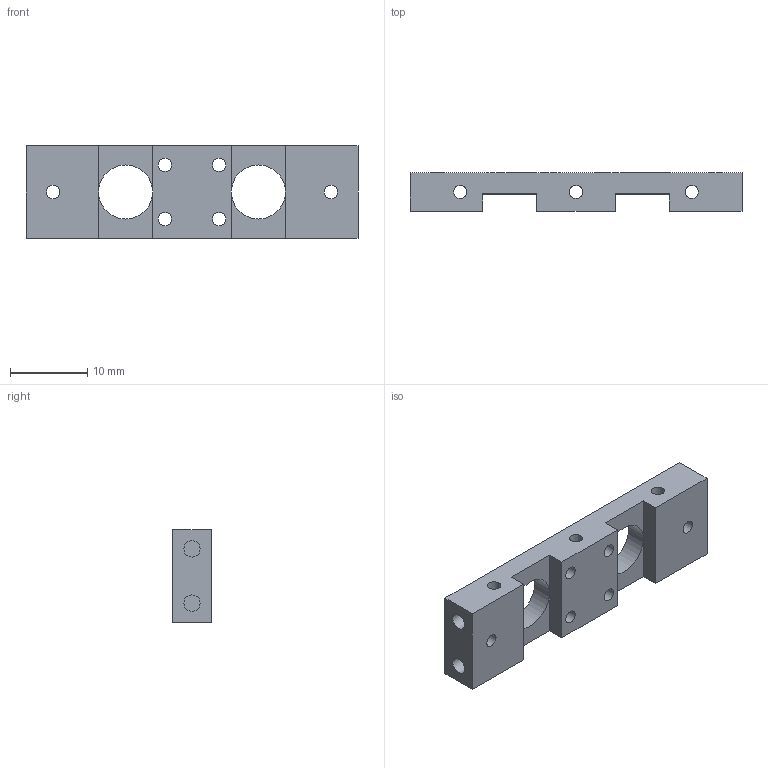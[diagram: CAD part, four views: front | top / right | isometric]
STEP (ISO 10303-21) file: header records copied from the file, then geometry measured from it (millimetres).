
FILE_DESCRIPTION(/* description */ (''),/* implementation_level */ '2;1');
FILE_NAME(/* name */ 'MotorBase.stp',/* time_stamp */ '2024-07-20T15:56:22+08:00',/* author */ ('24660'),/* organization */ (''),/* preprocessor_version */ 'ST-DEVELOPER v19',/* originating_system */ 'Autodesk Inventor 2023',/* authorisation */ '');
FILE_SCHEMA (('AUTOMOTIVE_DESIGN { 1 0 10303 214 3 1 1 }'));
Length unit declared in the file: millimetre
Products named in the file (1): 电机固定
Bounding box: 43 x 5 x 12 mm (x, y, z)
Volume: 1785.1 mm3; surface area: 2011.2 mm2
Topology: 1 solids, 1 shells, 35 faces, 87 edges, 56 vertices
Faces by surface type: plane 20, cylinder 15
Full cylindrical faces by diameter (mm): 1.7 x9, 2.1 x4, 7 x2
Entity records: 1132 total; most frequent: DIRECTION 191, CARTESIAN_POINT 179, ORIENTED_EDGE 174, EDGE_CURVE 87, AXIS2_PLACEMENT_3D 68, EDGE_LOOP 59, VERTEX_POINT 56, LINE 55
